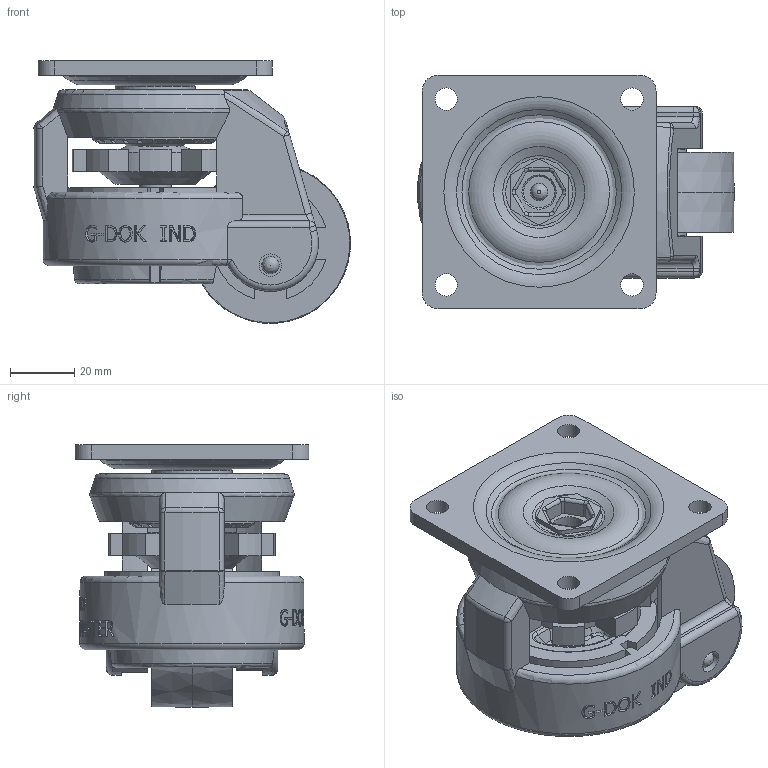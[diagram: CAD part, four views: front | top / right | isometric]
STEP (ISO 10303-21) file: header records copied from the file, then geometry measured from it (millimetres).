
FILE_DESCRIPTION((''),'2;1');
FILE_NAME('GD-60F.stp','2010-12-27T17:13:51',('Administrator'),(''),'Autodesk Inventor 2009','Autodesk Inventor 2009','');
FILE_SCHEMA(('AUTOMOTIVE_DESIGN { 1 0 10303 214 1 1 1 1 }'));
Length unit declared in the file: millimetre
Products named in the file (1): GD-60F
Bounding box: 98.82 x 73 x 81.91 mm (x, y, z)
Volume: 225710.4 mm3; surface area: 72294.1 mm2
Topology: 5 solids, 5 shells, 957 faces, 2566 edges, 1671 vertices
Faces by surface type: plane 439, bspline 219, cylinder 196, cone 65, torus 26, sphere 12
Full cylindrical faces by diameter (mm): 1 x1, 3 x3, 4.1 x1, 7 x6, 8 x1, 8.4 x1, 9.8 x1, 10 x3, 10.7 x1, 19.4 x1, 20 x2, 25 x2, 25.5 x1, 27 x1, 39 x1, 39.4 x1
Entity records: 58560 total; most frequent: CARTESIAN_POINT 36143, ORIENTED_EDGE 4920, DIRECTION 4177, EDGE_CURVE 2460, VERTEX_POINT 1635, AXIS2_PLACEMENT_3D 1539, VECTOR 1099, LINE 1099
